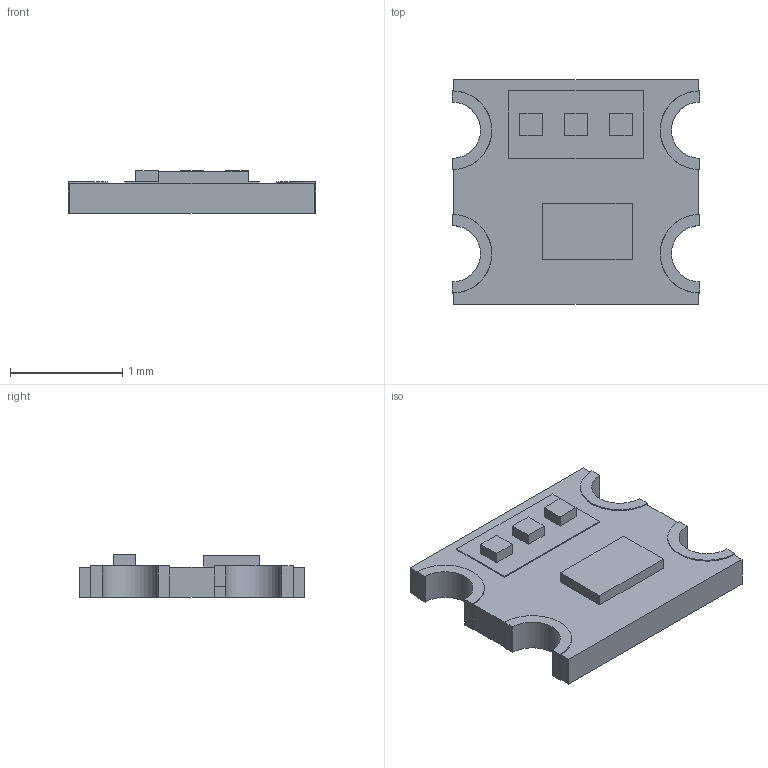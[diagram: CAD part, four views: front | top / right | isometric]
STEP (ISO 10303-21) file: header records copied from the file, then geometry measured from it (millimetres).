
FILE_DESCRIPTION(('FreeCAD Model'),'2;1');
FILE_NAME('Open CASCADE Shape Model','2024-09-03T18:18:37',( 'kicad StepUp'),('ksu MCAD'),'Open CASCADE STEP processor 7.7', 'FreeCAD','Unknown');
FILE_SCHEMA(('AUTOMOTIVE_DESIGN { 1 0 10303 214 1 1 1 1 }'));
Length unit declared in the file: millimetre
Products named in the file (1): Fusion
Bounding box: 2.2 x 2 x 0.38 mm (x, y, z)
Volume: 1.1 mm3; surface area: 11.2 mm2
Topology: 1 solids, 1 shells, 82 faces, 215 edges, 140 vertices
Faces by surface type: plane 74, cylinder 8
Entity records: 2752 total; most frequent: CARTESIAN_POINT 438, ORIENTED_EDGE 430, DIRECTION 411, EDGE_CURVE 215, LINE 185, VECTOR 185, VERTEX_POINT 140, AXIS2_PLACEMENT_3D 113
